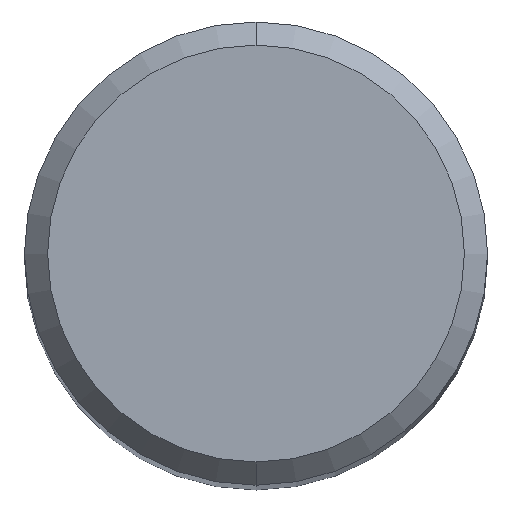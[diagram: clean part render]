
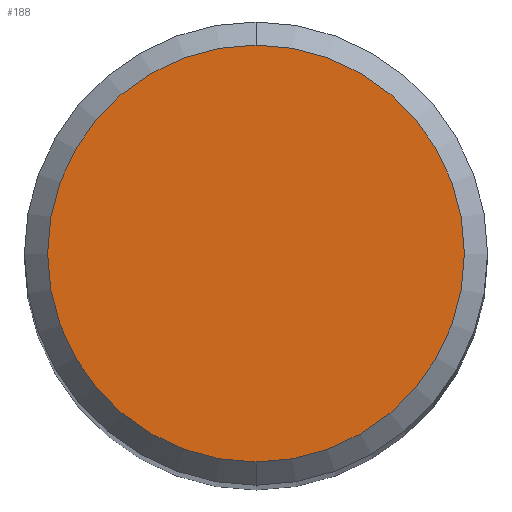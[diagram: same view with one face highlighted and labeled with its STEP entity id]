
A CAD part, top view. The second image highlights one B-rep face of the part: STEP entity #188.
In plain terms, the highlighted planar face has unit normal (0, 0, 1).
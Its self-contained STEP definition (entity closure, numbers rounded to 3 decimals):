
#188=ADVANCED_FACE('',(#491),#492,.T.);
#312=EDGE_CURVE('',#408,#436,#631,.T.);
#408=VERTEX_POINT('',#734);
#410=EDGE_CURVE('',#436,#408,#736,.T.);
#436=VERTEX_POINT('',#765);
#491=FACE_OUTER_BOUND('',#817,.T.);
#492=PLANE('',#818);
#631=CIRCLE('',#1079,4.5);
#734=CARTESIAN_POINT('',(0.,-4.5,0.0));
#736=CIRCLE('',#1312,4.5);
#765=CARTESIAN_POINT('',(0.0,4.5,0.0));
#817=EDGE_LOOP('',(#1480,#1481));
#818=AXIS2_PLACEMENT_3D('',#1482,#1483,#1484);
#1079=AXIS2_PLACEMENT_3D('',#1666,#1667,#1668);
#1312=AXIS2_PLACEMENT_3D('',#1765,#1766,#1767);
#1480=ORIENTED_EDGE('',*,*,#410,.F.);
#1481=ORIENTED_EDGE('',*,*,#312,.F.);
#1482=CARTESIAN_POINT('',(0.0,2.25,0.0));
#1483=DIRECTION('',(-0.0,0.0,1.0));
#1484=DIRECTION('',(0.0,-1.0,0.0));
#1666=CARTESIAN_POINT('',(0.0,0.0,0.0));
#1667=DIRECTION('',(0.0,0.0,-1.0));
#1668=DIRECTION('',(0.0,1.0,0.0));
#1765=CARTESIAN_POINT('',(0.0,0.0,0.0));
#1766=DIRECTION('',(0.0,0.0,-1.0));
#1767=DIRECTION('',(0.0,1.0,0.0));
